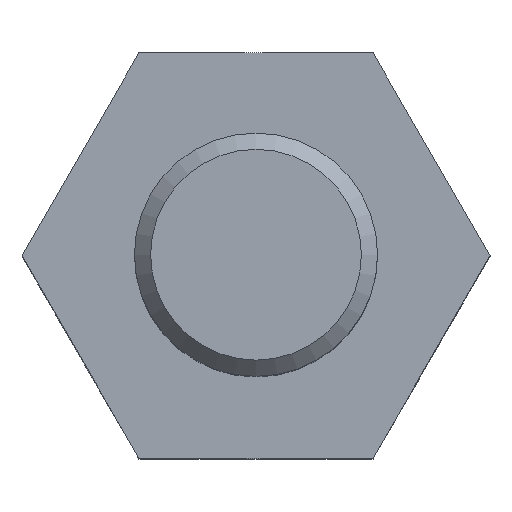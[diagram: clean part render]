
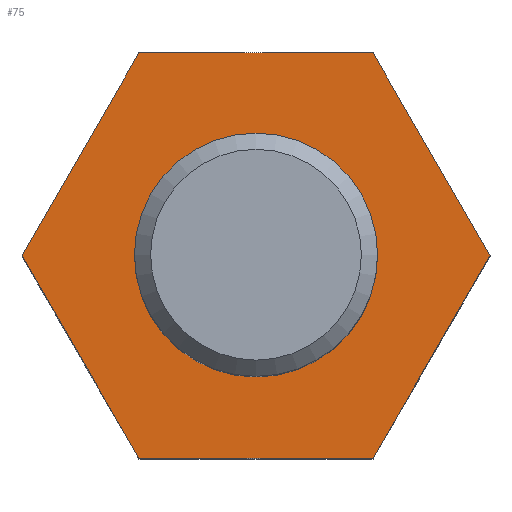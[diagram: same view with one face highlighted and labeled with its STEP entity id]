
A CAD part, top view. The second image highlights one B-rep face of the part: STEP entity #75.
In plain terms, the highlighted planar face has unit normal (0, 0, 1).
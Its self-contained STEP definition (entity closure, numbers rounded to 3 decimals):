
#75 = ADVANCED_FACE( '', ( #161, #162 ), #163, .T. );
#161 = FACE_BOUND( '', #255, .T. );
#162 = FACE_OUTER_BOUND( '', #256, .T. );
#163 = PLANE( '', #257 );
#255 = EDGE_LOOP( '', ( #390 ) );
#256 = EDGE_LOOP( '', ( #391, #392, #393, #394, #395, #396 ) );
#257 = AXIS2_PLACEMENT_3D( '', #397, #398, #399 );
#390 = ORIENTED_EDGE( '', *, *, #526, .T. );
#391 = ORIENTED_EDGE( '', *, *, #527, .T. );
#392 = ORIENTED_EDGE( '', *, *, #521, .T. );
#393 = ORIENTED_EDGE( '', *, *, #528, .T. );
#394 = ORIENTED_EDGE( '', *, *, #483, .T. );
#395 = ORIENTED_EDGE( '', *, *, #529, .T. );
#396 = ORIENTED_EDGE( '', *, *, #530, .T. );
#397 = CARTESIAN_POINT( '', ( 0., 0., 6. ) );
#398 = DIRECTION( '', ( 0., 0., 1. ) );
#399 = DIRECTION( '', ( 1., 0., 0. ) );
#483 = EDGE_CURVE( '', #553, #551, #554, .T. );
#521 = EDGE_CURVE( '', #610, #608, #611, .T. );
#526 = EDGE_CURVE( '', #617, #617, #618, .F. );
#527 = EDGE_CURVE( '', #619, #610, #620, .T. );
#528 = EDGE_CURVE( '', #608, #553, #621, .T. );
#529 = EDGE_CURVE( '', #551, #622, #623, .T. );
#530 = EDGE_CURVE( '', #622, #619, #624, .T. );
#551 = VERTEX_POINT( '', #651 );
#553 = VERTEX_POINT( '', #654 );
#554 = LINE( '', #655, #656 );
#608 = VERTEX_POINT( '', #761 );
#610 = VERTEX_POINT( '', #764 );
#611 = LINE( '', #765, #766 );
#617 = VERTEX_POINT( '', #773 );
#618 = CIRCLE( '', #774, 1.267 );
#619 = VERTEX_POINT( '', #775 );
#620 = LINE( '', #776, #777 );
#621 = LINE( '', #778, #779 );
#622 = VERTEX_POINT( '', #780 );
#623 = LINE( '', #781, #782 );
#624 = LINE( '', #783, #784 );
#651 = CARTESIAN_POINT( '', ( 1.443, -2.5, 6. ) );
#654 = CARTESIAN_POINT( '', ( -1.443, -2.5, 6. ) );
#655 = CARTESIAN_POINT( '', ( -1.443, -2.5, 6. ) );
#656 = VECTOR( '', #822, 1000. );
#761 = CARTESIAN_POINT( '', ( -2.887, 0., 6. ) );
#764 = CARTESIAN_POINT( '', ( -1.443, 2.5, 6. ) );
#765 = CARTESIAN_POINT( '', ( -1.443, 2.5, 6. ) );
#766 = VECTOR( '', #870, 1000. );
#773 = CARTESIAN_POINT( '', ( 1.267, 0., 6. ) );
#774 = AXIS2_PLACEMENT_3D( '', #875, #876, #877 );
#775 = CARTESIAN_POINT( '', ( 1.443, 2.5, 6. ) );
#776 = CARTESIAN_POINT( '', ( 1.443, 2.5, 6. ) );
#777 = VECTOR( '', #878, 1000. );
#778 = CARTESIAN_POINT( '', ( -2.887, 0., 6. ) );
#779 = VECTOR( '', #879, 1000. );
#780 = CARTESIAN_POINT( '', ( 2.887, 0., 6. ) );
#781 = CARTESIAN_POINT( '', ( 1.443, -2.5, 6. ) );
#782 = VECTOR( '', #880, 1000. );
#783 = CARTESIAN_POINT( '', ( 2.887, 0., 6. ) );
#784 = VECTOR( '', #881, 1000. );
#822 = DIRECTION( '', ( 1., 0., 0. ) );
#870 = DIRECTION( '', ( -0.5, -0.866, 0. ) );
#875 = CARTESIAN_POINT( '', ( 0., 0., 6. ) );
#876 = DIRECTION( '', ( 0., 0., 1. ) );
#877 = DIRECTION( '', ( 1., 0., 0. ) );
#878 = DIRECTION( '', ( -1., 0., 0. ) );
#879 = DIRECTION( '', ( 0.5, -0.866, 0. ) );
#880 = DIRECTION( '', ( 0.5, 0.866, 0. ) );
#881 = DIRECTION( '', ( -0.5, 0.866, 0. ) );
